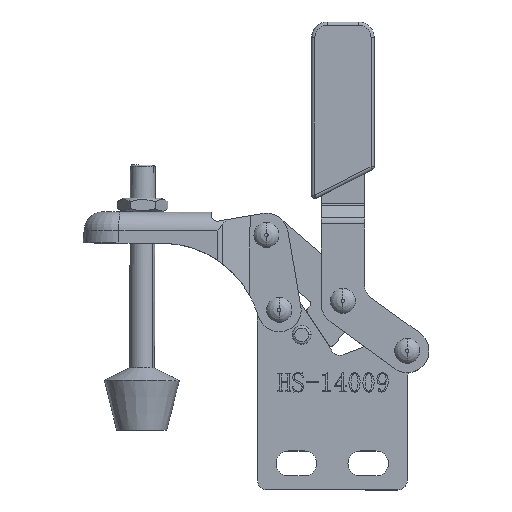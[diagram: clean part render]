
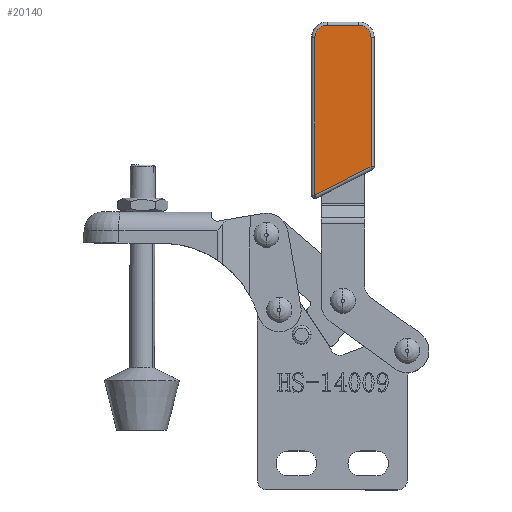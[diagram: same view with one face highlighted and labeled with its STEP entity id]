
A CAD part, top view. The second image highlights one B-rep face of the part: STEP entity #20140.
In plain terms, the highlighted planar face has unit normal (0, 0, 1).
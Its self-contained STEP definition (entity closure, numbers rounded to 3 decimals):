
#6256 = FACE_OUTER_BOUND ( 'NONE', #19225, .T. ) ;
#8672 = CARTESIAN_POINT ( 'NONE',  ( 0.5, 2.5, 5. ) ) ;
#8673 = CARTESIAN_POINT ( 'NONE',  ( 0.5, 7.5, 5. ) ) ;
#8680 = CARTESIAN_POINT ( 'NONE',  ( 27.784, 0.5, 5. ) ) ;
#8683 = CARTESIAN_POINT ( 'NONE',  ( 2.5, 0.5, 5. ) ) ;
#8685 = CARTESIAN_POINT ( 'NONE',  ( 23.198, 9.5, 5. ) ) ;
#8686 = CARTESIAN_POINT ( 'NONE',  ( 2.5, 9.5, 5. ) ) ;
#10012 = EDGE_CURVE ( 'NONE', #17488, #17490, #17638, .T. ) ;
#10013 = EDGE_CURVE ( 'NONE', #17490, #17468, #17649, .T. ) ;
#10014 = EDGE_CURVE ( 'NONE', #17468, #17473, #17711, .T. ) ;
#10015 = EDGE_CURVE ( 'NONE', #17473, #17464, #17712, .T. ) ;
#10017 = EDGE_CURVE ( 'NONE', #17464, #17463, #17752, .T. ) ;
#10018 = EDGE_CURVE ( 'NONE', #17463, #17488, #17730, .T. ) ;
#11241 = AXIS2_PLACEMENT_3D ( 'NONE', #18144, #18138, #18137 ) ;
#17463 = VERTEX_POINT ( 'NONE', #8686 ) ;
#17464 = VERTEX_POINT ( 'NONE', #8685 ) ;
#17468 = VERTEX_POINT ( 'NONE', #8683 ) ;
#17473 = VERTEX_POINT ( 'NONE', #8680 ) ;
#17488 = VERTEX_POINT ( 'NONE', #8673 ) ;
#17490 = VERTEX_POINT ( 'NONE', #8672 ) ;
#17638 = LINE ( 'NONE', #32808, #17708 ) ;
#17649 = CIRCLE ( 'NONE', #21180, 2. ) ;
#17708 = VECTOR ( 'NONE', #32806, 1000. ) ;
#17711 = LINE ( 'NONE', #32807, #17715 ) ;
#17712 = LINE ( 'NONE', #32801, #17747 ) ;
#17715 = VECTOR ( 'NONE', #32812, 1000. ) ;
#17723 = VECTOR ( 'NONE', #32798, 1000. ) ;
#17730 = CIRCLE ( 'NONE', #21181, 2. ) ;
#17747 = VECTOR ( 'NONE', #32800, 1000. ) ;
#17752 = LINE ( 'NONE', #32799, #17723 ) ;
#18137 = DIRECTION ( 'NONE',  ( 1., 0., 0. ) ) ;
#18138 = DIRECTION ( 'NONE',  ( 0., 0., 1. ) ) ;
#18140 = PLANE ( 'NONE',  #11241 ) ;
#18144 = CARTESIAN_POINT ( 'NONE',  ( 0., 0., 5. ) ) ;
#19225 = EDGE_LOOP ( 'NONE', ( #22763, #22762, #22761, #22760, #22759, #22758 ) ) ;
#20140 = ADVANCED_FACE ( 'NONE', ( #6256 ), #18140, .T. ) ;
#21180 = AXIS2_PLACEMENT_3D ( 'NONE', #32804, #32803, #32802 ) ;
#21181 = AXIS2_PLACEMENT_3D ( 'NONE', #32796, #32794, #32793 ) ;
#22758 = ORIENTED_EDGE ( 'NONE', *, *, #10018, .T. ) ;
#22759 = ORIENTED_EDGE ( 'NONE', *, *, #10017, .T. ) ;
#22760 = ORIENTED_EDGE ( 'NONE', *, *, #10015, .T. ) ;
#22761 = ORIENTED_EDGE ( 'NONE', *, *, #10014, .T. ) ;
#22762 = ORIENTED_EDGE ( 'NONE', *, *, #10013, .T. ) ;
#22763 = ORIENTED_EDGE ( 'NONE', *, *, #10012, .T. ) ;
#32793 = DIRECTION ( 'NONE',  ( 1., 0., 0. ) ) ;
#32794 = DIRECTION ( 'NONE',  ( 0., 0., 1. ) ) ;
#32796 = CARTESIAN_POINT ( 'NONE',  ( 2.5, 7.5, 5. ) ) ;
#32798 = DIRECTION ( 'NONE',  ( -1., 0., 0. ) ) ;
#32799 = CARTESIAN_POINT ( 'NONE',  ( 0., 9.5, 5. ) ) ;
#32800 = DIRECTION ( 'NONE',  ( -0.454, 0.891, 0. ) ) ;
#32801 = CARTESIAN_POINT ( 'NONE',  ( 22.26, 11.342, 5. ) ) ;
#32802 = DIRECTION ( 'NONE',  ( 1., 0., 0. ) ) ;
#32803 = DIRECTION ( 'NONE',  ( 0., 0., 1. ) ) ;
#32804 = CARTESIAN_POINT ( 'NONE',  ( 2.5, 2.5, 5. ) ) ;
#32806 = DIRECTION ( 'NONE',  ( 0., -1., 0. ) ) ;
#32807 = CARTESIAN_POINT ( 'NONE',  ( 27.784, 0.5, 5. ) ) ;
#32808 = CARTESIAN_POINT ( 'NONE',  ( 0.5, 0., 5. ) ) ;
#32812 = DIRECTION ( 'NONE',  ( 1., 0., 0. ) ) ;
